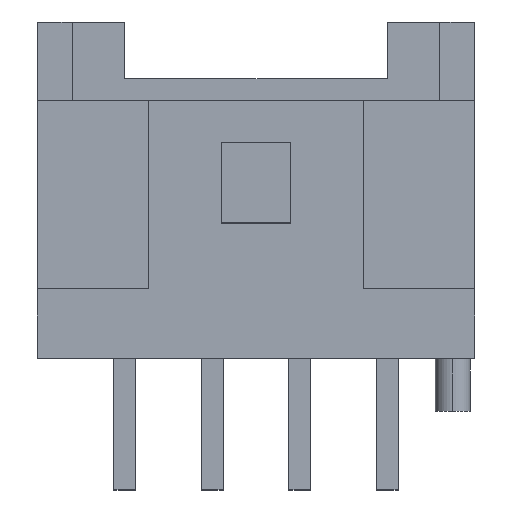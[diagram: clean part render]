
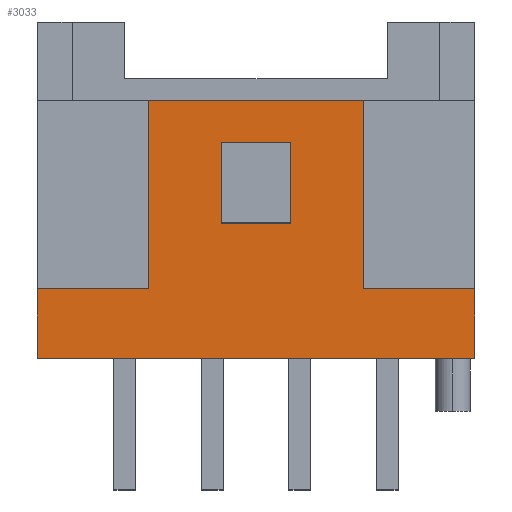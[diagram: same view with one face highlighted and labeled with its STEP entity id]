
A CAD part, top view. The second image highlights one B-rep face of the part: STEP entity #3033.
In plain terms, the highlighted planar face has unit normal (0, 0, 1).
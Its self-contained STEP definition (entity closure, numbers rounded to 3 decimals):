
#25 = LINE ( 'NONE', #1842, #1495 ) ;
#29 = LINE ( 'NONE', #276, #1853 ) ;
#40 = VECTOR ( 'NONE', #2267, 1000. ) ;
#45 = EDGE_CURVE ( 'NONE', #1122, #636, #3043, .T. ) ;
#106 = VECTOR ( 'NONE', #744, 1000. ) ;
#180 = DIRECTION ( 'NONE',  ( -1., 0., 0. ) ) ;
#217 = ORIENTED_EDGE ( 'NONE', *, *, #679, .F. ) ;
#224 = DIRECTION ( 'NONE',  ( 1., 0., 0. ) ) ;
#238 = ORIENTED_EDGE ( 'NONE', *, *, #2040, .F. ) ;
#276 = CARTESIAN_POINT ( 'NONE',  ( -0.8, -2.25, 2. ) ) ;
#289 = DIRECTION ( 'NONE',  ( 0., 1., 0. ) ) ;
#304 = DIRECTION ( 'NONE',  ( 0., 1., 0. ) ) ;
#312 = DIRECTION ( 'NONE',  ( 0., -1., 0. ) ) ;
#340 = DIRECTION ( 'NONE',  ( 0., 0., -1. ) ) ;
#401 = CARTESIAN_POINT ( 'NONE',  ( 5., 2.05, 2. ) ) ;
#500 = VERTEX_POINT ( 'NONE', #1270 ) ;
#564 = EDGE_CURVE ( 'NONE', #1631, #2930, #25, .T. ) ;
#595 = VECTOR ( 'NONE', #180, 1000. ) ;
#636 = VERTEX_POINT ( 'NONE', #1393 ) ;
#652 = VERTEX_POINT ( 'NONE', #1369 ) ;
#679 = EDGE_CURVE ( 'NONE', #652, #1299, #2139, .T. ) ;
#744 = DIRECTION ( 'NONE',  ( 0., 1., 0. ) ) ;
#776 = FACE_OUTER_BOUND ( 'NONE', #1839, .T. ) ;
#806 = EDGE_CURVE ( 'NONE', #2914, #1744, #2496, .T. ) ;
#817 = DIRECTION ( 'NONE',  ( -1., 0., 0. ) ) ;
#878 = VECTOR ( 'NONE', #1971, 1000. ) ;
#907 = CARTESIAN_POINT ( 'NONE',  ( 5., -2.25, 2. ) ) ;
#925 = EDGE_CURVE ( 'NONE', #1122, #500, #2367, .T. ) ;
#954 = ORIENTED_EDGE ( 'NONE', *, *, #1715, .F. ) ;
#978 = CARTESIAN_POINT ( 'NONE',  ( 5., -0.75, 2. ) ) ;
#1053 = CARTESIAN_POINT ( 'NONE',  ( 2.45, -2.25, 2. ) ) ;
#1062 = ORIENTED_EDGE ( 'NONE', *, *, #45, .F. ) ;
#1109 = VERTEX_POINT ( 'NONE', #3037 ) ;
#1122 = VERTEX_POINT ( 'NONE', #1359 ) ;
#1160 = LINE ( 'NONE', #1214, #106 ) ;
#1214 = CARTESIAN_POINT ( 'NONE',  ( 0.8, -2.25, 2. ) ) ;
#1254 = CARTESIAN_POINT ( 'NONE',  ( 5., -2.25, 2. ) ) ;
#1270 = CARTESIAN_POINT ( 'NONE',  ( -2.45, 2.05, 2. ) ) ;
#1299 = VERTEX_POINT ( 'NONE', #1318 ) ;
#1318 = CARTESIAN_POINT ( 'NONE',  ( -5., -2.25, 2. ) ) ;
#1324 = DIRECTION ( 'NONE',  ( -1., 0., 0. ) ) ;
#1354 = VECTOR ( 'NONE', #304, 1000. ) ;
#1359 = CARTESIAN_POINT ( 'NONE',  ( 2.45, 2.05, 2. ) ) ;
#1369 = CARTESIAN_POINT ( 'NONE',  ( -5., -3.85, 2. ) ) ;
#1375 = LINE ( 'NONE', #2353, #1616 ) ;
#1393 = CARTESIAN_POINT ( 'NONE',  ( 2.45, -2.25, 2. ) ) ;
#1429 = DIRECTION ( 'NONE',  ( 0., 1., 0. ) ) ;
#1470 = LINE ( 'NONE', #2448, #2631 ) ;
#1486 = CARTESIAN_POINT ( 'NONE',  ( 5., -3.85, 2. ) ) ;
#1495 = VECTOR ( 'NONE', #289, 1000. ) ;
#1501 = FACE_BOUND ( 'NONE', #2511, .T. ) ;
#1535 = CARTESIAN_POINT ( 'NONE',  ( -2.45, -2.25, 2. ) ) ;
#1559 = CARTESIAN_POINT ( 'NONE',  ( -2.45, -2.25, 2. ) ) ;
#1587 = ORIENTED_EDGE ( 'NONE', *, *, #2096, .F. ) ;
#1616 = VECTOR ( 'NONE', #2102, 1000. ) ;
#1631 = VERTEX_POINT ( 'NONE', #1486 ) ;
#1643 = VECTOR ( 'NONE', #1429, 1000. ) ;
#1645 = ORIENTED_EDGE ( 'NONE', *, *, #2077, .F. ) ;
#1690 = VERTEX_POINT ( 'NONE', #1559 ) ;
#1715 = EDGE_CURVE ( 'NONE', #1744, #1109, #29, .T. ) ;
#1744 = VERTEX_POINT ( 'NONE', #2756 ) ;
#1839 = EDGE_LOOP ( 'NONE', ( #1950, #3011, #2741, #1062, #3101, #238, #1645, #217 ) ) ;
#1842 = CARTESIAN_POINT ( 'NONE',  ( 5., -3.85, 2. ) ) ;
#1853 = VECTOR ( 'NONE', #2533, 1000. ) ;
#1950 = ORIENTED_EDGE ( 'NONE', *, *, #2922, .T. ) ;
#1965 = ORIENTED_EDGE ( 'NONE', *, *, #2478, .F. ) ;
#1971 = DIRECTION ( 'NONE',  ( 1., 0., 0. ) ) ;
#1987 = LINE ( 'NONE', #1535, #1354 ) ;
#2040 = EDGE_CURVE ( 'NONE', #1690, #500, #1987, .T. ) ;
#2073 = AXIS2_PLACEMENT_3D ( 'NONE', #1254, #340, #1324 ) ;
#2077 = EDGE_CURVE ( 'NONE', #1299, #1690, #2509, .T. ) ;
#2096 = EDGE_CURVE ( 'NONE', #1109, #2906, #3209, .T. ) ;
#2102 = DIRECTION ( 'NONE',  ( 1., 0., 0. ) ) ;
#2139 = LINE ( 'NONE', #2663, #1643 ) ;
#2172 = VECTOR ( 'NONE', #312, 1000. ) ;
#2267 = DIRECTION ( 'NONE',  ( 1., 0., 0. ) ) ;
#2289 = CARTESIAN_POINT ( 'NONE',  ( 5., 1.09, 2. ) ) ;
#2301 = CARTESIAN_POINT ( 'NONE',  ( 5., -2.25, 2. ) ) ;
#2353 = CARTESIAN_POINT ( 'NONE',  ( 5., -2.25, 2. ) ) ;
#2367 = LINE ( 'NONE', #401, #595 ) ;
#2448 = CARTESIAN_POINT ( 'NONE',  ( -5., -3.85, 2. ) ) ;
#2478 = EDGE_CURVE ( 'NONE', #2906, #2914, #1160, .T. ) ;
#2496 = LINE ( 'NONE', #2289, #2766 ) ;
#2509 = LINE ( 'NONE', #2301, #40 ) ;
#2511 = EDGE_LOOP ( 'NONE', ( #1965, #1587, #954, #2568 ) ) ;
#2533 = DIRECTION ( 'NONE',  ( 0., -1., 0. ) ) ;
#2568 = ORIENTED_EDGE ( 'NONE', *, *, #806, .F. ) ;
#2631 = VECTOR ( 'NONE', #224, 1000. ) ;
#2663 = CARTESIAN_POINT ( 'NONE',  ( -5., -2.25, 2. ) ) ;
#2671 = CARTESIAN_POINT ( 'NONE',  ( 0.8, -0.75, 2. ) ) ;
#2689 = CARTESIAN_POINT ( 'NONE',  ( 0.8, 1.09, 2. ) ) ;
#2741 = ORIENTED_EDGE ( 'NONE', *, *, #2796, .F. ) ;
#2756 = CARTESIAN_POINT ( 'NONE',  ( -0.8, 1.09, 2. ) ) ;
#2766 = VECTOR ( 'NONE', #817, 1000. ) ;
#2796 = EDGE_CURVE ( 'NONE', #636, #2930, #1375, .T. ) ;
#2906 = VERTEX_POINT ( 'NONE', #2671 ) ;
#2914 = VERTEX_POINT ( 'NONE', #2689 ) ;
#2922 = EDGE_CURVE ( 'NONE', #652, #1631, #1470, .T. ) ;
#2930 = VERTEX_POINT ( 'NONE', #907 ) ;
#3011 = ORIENTED_EDGE ( 'NONE', *, *, #564, .T. ) ;
#3022 = PLANE ( 'NONE',  #2073 ) ;
#3033 = ADVANCED_FACE ( 'NONE', ( #776, #1501 ), #3022, .F. ) ;
#3037 = CARTESIAN_POINT ( 'NONE',  ( -0.8, -0.75, 2. ) ) ;
#3043 = LINE ( 'NONE', #1053, #2172 ) ;
#3101 = ORIENTED_EDGE ( 'NONE', *, *, #925, .T. ) ;
#3209 = LINE ( 'NONE', #978, #878 ) ;
